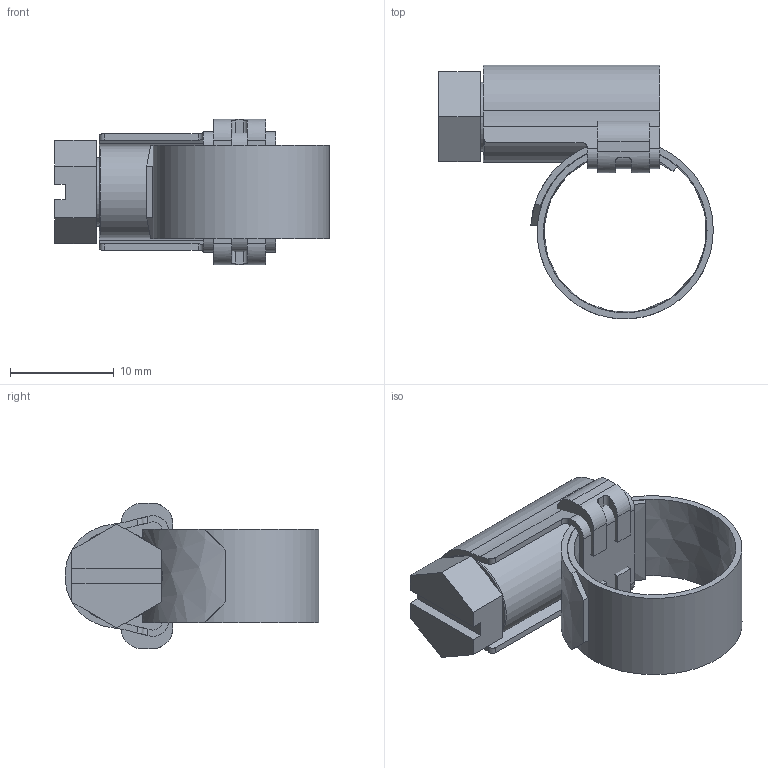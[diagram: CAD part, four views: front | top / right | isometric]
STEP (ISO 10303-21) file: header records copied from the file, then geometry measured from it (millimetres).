
FILE_DESCRIPTION (( 'STEP AP203' ), '1' );
FILE_NAME ('3D-R548_8-16_171786100.STEP', '2024-09-02T14:17:48', ( '' ), ( '' ), 'SwSTEP 2.0', 'SolidWorks 2024', '' );
FILE_SCHEMA (( 'CONFIG_CONTROL_DESIGN' ));
Length unit declared in the file: millimetre
Products named in the file (1): 3D-R548_8-16_171786100
Bounding box: 26.44 x 24.45 x 14 mm (x, y, z)
Volume: 2137.5 mm3; surface area: 3383.2 mm2
Topology: 4 solids, 4 shells, 100 faces, 270 edges, 174 vertices
Faces by surface type: plane 65, cylinder 28, bspline 3, cone 2, torus 2
Entity records: 3651 total; most frequent: CARTESIAN_POINT 1106, ORIENTED_EDGE 540, DIRECTION 480, EDGE_CURVE 270, LINE 176, VECTOR 176, VERTEX_POINT 174, AXIS2_PLACEMENT_3D 152
